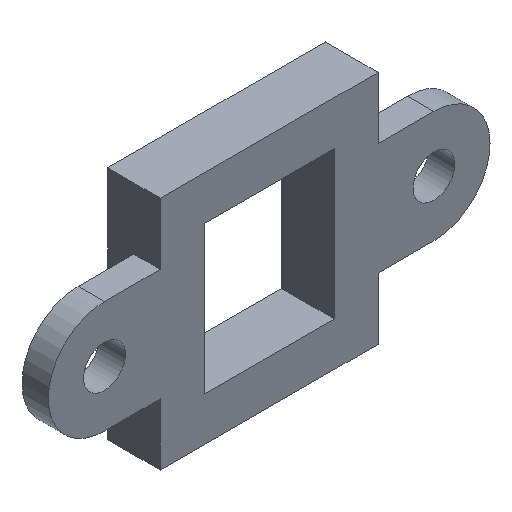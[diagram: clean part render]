
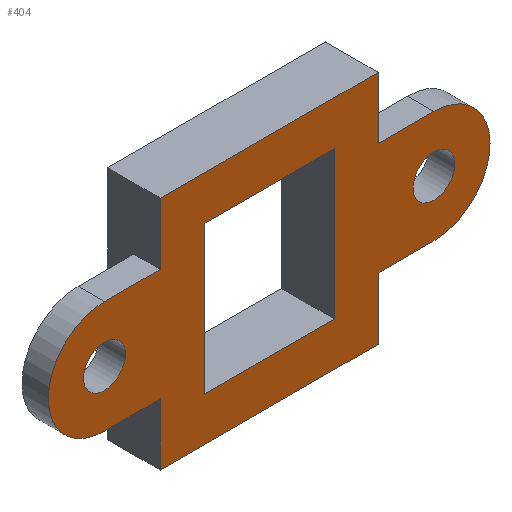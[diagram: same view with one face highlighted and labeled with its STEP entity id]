
A CAD part, isometric view. The second image highlights one B-rep face of the part: STEP entity #404.
In plain terms, the highlighted planar face has unit normal (0, -1, 0).
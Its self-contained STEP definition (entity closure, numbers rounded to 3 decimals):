
#18=FACE_BOUND('',#80,.T.);
#19=FACE_BOUND('',#81,.T.);
#20=FACE_BOUND('',#82,.T.);
#36=PLANE('',#446);
#56=FACE_OUTER_BOUND('',#79,.T.);
#79=EDGE_LOOP('',(#363,#364,#365,#366,#367,#368,#369,#370,#371,#372,#373,
#374));
#80=EDGE_LOOP('',(#375));
#81=EDGE_LOOP('',(#376));
#82=EDGE_LOOP('',(#377,#378,#379,#380));
#84=LINE('',#561,#130);
#88=LINE('',#570,#134);
#96=LINE('',#598,#142);
#99=LINE('',#604,#145);
#103=LINE('',#613,#149);
#107=LINE('',#621,#153);
#110=LINE('',#627,#156);
#113=LINE('',#632,#159);
#115=LINE('',#636,#161);
#119=LINE('',#643,#165);
#120=LINE('',#646,#166);
#123=LINE('',#651,#169);
#126=LINE('',#656,#172);
#127=LINE('',#658,#173);
#130=VECTOR('',#458,10.);
#134=VECTOR('',#464,10.);
#142=VECTOR('',#494,10.);
#145=VECTOR('',#499,10.);
#149=VECTOR('',#507,10.);
#153=VECTOR('',#513,10.);
#156=VECTOR('',#518,10.);
#159=VECTOR('',#523,10.);
#161=VECTOR('',#527,10.);
#165=VECTOR('',#531,10.);
#166=VECTOR('',#534,10.);
#169=VECTOR('',#539,10.);
#172=VECTOR('',#542,10.);
#173=VECTOR('',#545,10.);
#176=CIRCLE('',#421,2.381);
#177=CIRCLE('',#425,6.381);
#180=CIRCLE('',#430,2.381);
#181=CIRCLE('',#432,6.381);
#184=VERTEX_POINT('',#555);
#185=VERTEX_POINT('',#559);
#186=VERTEX_POINT('',#560);
#189=VERTEX_POINT('',#568);
#190=VERTEX_POINT('',#569);
#194=VERTEX_POINT('',#584);
#195=VERTEX_POINT('',#588);
#196=VERTEX_POINT('',#589);
#199=VERTEX_POINT('',#597);
#201=VERTEX_POINT('',#603);
#203=VERTEX_POINT('',#611);
#204=VERTEX_POINT('',#612);
#207=VERTEX_POINT('',#620);
#209=VERTEX_POINT('',#626);
#211=VERTEX_POINT('',#635);
#214=VERTEX_POINT('',#641);
#215=VERTEX_POINT('',#645);
#218=VERTEX_POINT('',#654);
#221=EDGE_CURVE('',#184,#184,#176,.T.);
#222=EDGE_CURVE('',#185,#186,#84,.T.);
#226=EDGE_CURVE('',#189,#190,#88,.T.);
#230=EDGE_CURVE('',#189,#186,#177,.T.);
#235=EDGE_CURVE('',#194,#194,#180,.T.);
#236=EDGE_CURVE('',#195,#196,#181,.T.);
#240=EDGE_CURVE('',#196,#199,#96,.T.);
#243=EDGE_CURVE('',#201,#195,#99,.T.);
#247=EDGE_CURVE('',#203,#204,#103,.T.);
#251=EDGE_CURVE('',#207,#203,#107,.T.);
#254=EDGE_CURVE('',#209,#207,#110,.T.);
#257=EDGE_CURVE('',#204,#209,#113,.T.);
#259=EDGE_CURVE('',#201,#211,#115,.T.);
#263=EDGE_CURVE('',#214,#199,#119,.T.);
#264=EDGE_CURVE('',#215,#214,#120,.T.);
#267=EDGE_CURVE('',#190,#215,#123,.T.);
#270=EDGE_CURVE('',#218,#185,#126,.T.);
#271=EDGE_CURVE('',#211,#218,#127,.T.);
#363=ORIENTED_EDGE('',*,*,#271,.F.);
#364=ORIENTED_EDGE('',*,*,#259,.F.);
#365=ORIENTED_EDGE('',*,*,#243,.T.);
#366=ORIENTED_EDGE('',*,*,#236,.T.);
#367=ORIENTED_EDGE('',*,*,#240,.T.);
#368=ORIENTED_EDGE('',*,*,#263,.F.);
#369=ORIENTED_EDGE('',*,*,#264,.F.);
#370=ORIENTED_EDGE('',*,*,#267,.F.);
#371=ORIENTED_EDGE('',*,*,#226,.F.);
#372=ORIENTED_EDGE('',*,*,#230,.T.);
#373=ORIENTED_EDGE('',*,*,#222,.F.);
#374=ORIENTED_EDGE('',*,*,#270,.F.);
#375=ORIENTED_EDGE('',*,*,#221,.T.);
#376=ORIENTED_EDGE('',*,*,#235,.T.);
#377=ORIENTED_EDGE('',*,*,#257,.F.);
#378=ORIENTED_EDGE('',*,*,#247,.F.);
#379=ORIENTED_EDGE('',*,*,#251,.F.);
#380=ORIENTED_EDGE('',*,*,#254,.F.);
#404=ADVANCED_FACE('',(#56,#18,#19,#20),#36,.F.);
#421=AXIS2_PLACEMENT_3D('',#557,#454,#455);
#425=AXIS2_PLACEMENT_3D('',#577,#470,#471);
#430=AXIS2_PLACEMENT_3D('',#586,#482,#483);
#432=AXIS2_PLACEMENT_3D('',#590,#486,#487);
#446=AXIS2_PLACEMENT_3D('',#661,#549,#550);
#454=DIRECTION('center_axis',(0.,1.,0.));
#455=DIRECTION('ref_axis',(1.,0.,0.));
#458=DIRECTION('',(1.,0.,0.));
#464=DIRECTION('',(-1.,0.,0.));
#470=DIRECTION('center_axis',(0.,-1.,0.));
#471=DIRECTION('ref_axis',(0.,0.,-1.));
#482=DIRECTION('center_axis',(0.,1.,0.));
#483=DIRECTION('ref_axis',(1.,0.,0.));
#486=DIRECTION('center_axis',(0.,-1.,0.));
#487=DIRECTION('ref_axis',(0.,0.,1.));
#494=DIRECTION('',(1.,0.,0.));
#499=DIRECTION('',(-1.,0.,0.));
#507=DIRECTION('',(1.,0.,0.));
#513=DIRECTION('',(0.,0.,-1.));
#518=DIRECTION('',(-1.,0.,0.));
#523=DIRECTION('',(0.,0.,1.));
#527=DIRECTION('',(0.,0.,1.));
#531=DIRECTION('',(0.,0.,1.));
#534=DIRECTION('',(-1.,0.,0.));
#539=DIRECTION('',(0.,0.,-1.));
#542=DIRECTION('',(0.,0.,-1.));
#545=DIRECTION('',(1.,0.,0.));
#549=DIRECTION('center_axis',(0.,1.,0.));
#550=DIRECTION('ref_axis',(1.,0.,0.));
#555=CARTESIAN_POINT('',(8.969,0.,8.4));
#557=CARTESIAN_POINT('Origin',(11.35,0.,8.4));
#559=CARTESIAN_POINT('',(5.,0.,14.781));
#560=CARTESIAN_POINT('',(11.35,0.,14.781));
#561=CARTESIAN_POINT('',(5.,0.,14.781));
#568=CARTESIAN_POINT('',(11.35,0.,2.019));
#569=CARTESIAN_POINT('',(5.,0.,2.019));
#570=CARTESIAN_POINT('',(11.35,0.,2.019));
#577=CARTESIAN_POINT('Origin',(11.35,0.,8.4));
#584=CARTESIAN_POINT('',(-28.531,0.,8.4));
#586=CARTESIAN_POINT('Origin',(-26.15,0.,8.4));
#588=CARTESIAN_POINT('',(-26.15,0.,14.781));
#589=CARTESIAN_POINT('',(-26.15,0.,2.019));
#590=CARTESIAN_POINT('Origin',(-26.15,0.,8.4));
#597=CARTESIAN_POINT('',(-19.8,0.,2.019));
#598=CARTESIAN_POINT('',(-26.15,0.,2.019));
#603=CARTESIAN_POINT('',(-19.8,0.,14.781));
#604=CARTESIAN_POINT('',(-19.8,0.,14.781));
#611=CARTESIAN_POINT('',(-14.8,0.,0.));
#612=CARTESIAN_POINT('',(0.,0.,0.));
#613=CARTESIAN_POINT('',(0.,0.,0.));
#620=CARTESIAN_POINT('',(-14.8,0.,16.8));
#621=CARTESIAN_POINT('',(-14.8,0.,0.));
#626=CARTESIAN_POINT('',(0.,0.,16.8));
#627=CARTESIAN_POINT('',(-14.8,0.,16.8));
#632=CARTESIAN_POINT('',(0.,0.,16.8));
#635=CARTESIAN_POINT('',(-19.8,0.,21.8));
#636=CARTESIAN_POINT('',(-19.8,0.,-5.));
#641=CARTESIAN_POINT('',(-19.8,0.,-5.));
#643=CARTESIAN_POINT('',(-19.8,0.,-5.));
#645=CARTESIAN_POINT('',(5.,0.,-5.));
#646=CARTESIAN_POINT('',(5.,0.,-5.));
#651=CARTESIAN_POINT('',(5.,0.,21.8));
#654=CARTESIAN_POINT('',(5.,0.,21.8));
#656=CARTESIAN_POINT('',(5.,0.,21.8));
#658=CARTESIAN_POINT('',(-19.8,0.,21.8));
#661=CARTESIAN_POINT('Origin',(-7.4,0.,8.4));
